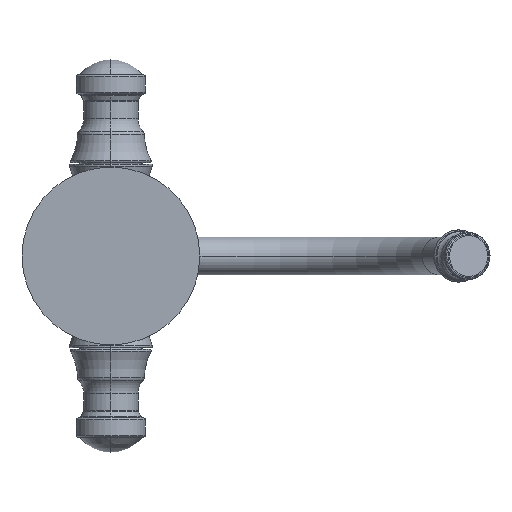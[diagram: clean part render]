
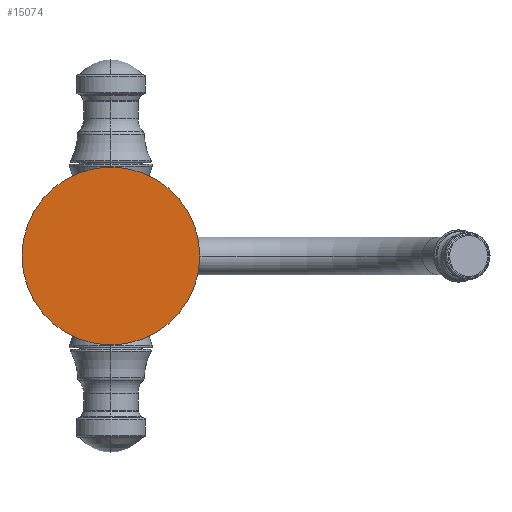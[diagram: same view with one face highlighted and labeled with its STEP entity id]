
A CAD part, front view. The second image highlights one B-rep face of the part: STEP entity #15074.
In plain terms, the highlighted planar face has unit normal (0, -1, 0).
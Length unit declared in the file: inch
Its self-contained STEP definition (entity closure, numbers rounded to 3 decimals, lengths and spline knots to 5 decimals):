
#2814=CARTESIAN_POINT('',(0.,-0.33,0.));
#2815=DIRECTION('',(0.,1.,0.));
#2816=DIRECTION('',(1.,0.,0.));
#2817=AXIS2_PLACEMENT_3D('',#2814,#2815,#2816);
#2832=CARTESIAN_POINT('',(0.,-0.33,0.));
#2833=DIRECTION('',(0.,-1.,0.));
#2834=DIRECTION('',(1.,0.,0.));
#2835=AXIS2_PLACEMENT_3D('',#2832,#2833,#2834);
#8610=CARTESIAN_POINT('',(1.18,-0.33,0.));
#8611=CARTESIAN_POINT('',(-1.18,-0.33,0.));
#8612=VERTEX_POINT('',#8610);
#8613=VERTEX_POINT('',#8611);
#15064=CARTESIAN_POINT('',(0.,-0.33,0.));
#15065=DIRECTION('',(0.,-1.,0.));
#15066=DIRECTION('',(-1.,0.,0.));
#15067=AXIS2_PLACEMENT_3D('',#15064,#15065,#15066);
#15068=PLANE('',#15067);
#15070=ORIENTED_EDGE('',*,*,#15069,.F.);
#15071=ORIENTED_EDGE('',*,*,#15054,.T.);
#15072=EDGE_LOOP('',(#15070,#15071));
#15073=FACE_OUTER_BOUND('',#15072,.F.);
#15074=ADVANCED_FACE('',(#15073),#15068,.T.);
#2818=CIRCLE('',#2817,1.18);
#2836=CIRCLE('',#2835,1.18);
#15054=EDGE_CURVE('',#8612,#8613,#2818,.T.);
#15069=EDGE_CURVE('',#8612,#8613,#2836,.T.);
